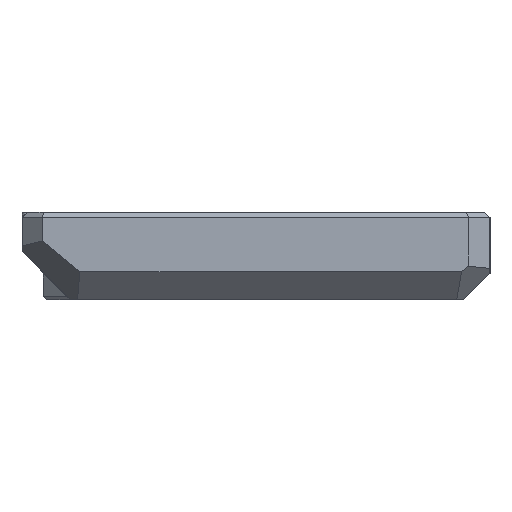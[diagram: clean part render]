
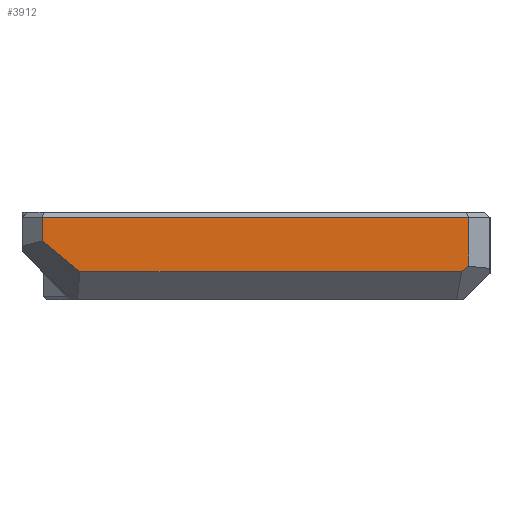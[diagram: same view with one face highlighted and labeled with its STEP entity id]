
A CAD part, left-side view. The second image highlights one B-rep face of the part: STEP entity #3912.
In plain terms, the highlighted planar face has unit normal (-1, 0, 0).
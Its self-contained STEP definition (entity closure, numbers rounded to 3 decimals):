
#141=PLANE('',#4138);
#334=FACE_OUTER_BOUND('',#553,.T.);
#553=EDGE_LOOP('',(#3134,#3135,#3136,#3137,#3138,#3139));
#857=LINE('',#5918,#1345);
#879=LINE('',#5971,#1367);
#926=LINE('',#6183,#1414);
#941=LINE('',#6217,#1429);
#943=LINE('',#6220,#1431);
#944=LINE('',#6221,#1432);
#1345=VECTOR('',#4544,10.);
#1367=VECTOR('',#4572,10.);
#1414=VECTOR('',#4641,10.);
#1429=VECTOR('',#4670,10.);
#1431=VECTOR('',#4674,10.);
#1432=VECTOR('',#4675,10.);
#1885=VERTEX_POINT('',#5916);
#1886=VERTEX_POINT('',#5917);
#1905=VERTEX_POINT('',#5970);
#1940=VERTEX_POINT('',#6178);
#1951=VERTEX_POINT('',#6214);
#1952=VERTEX_POINT('',#6216);
#2301=EDGE_CURVE('',#1885,#1886,#857,.T.);
#2325=EDGE_CURVE('',#1885,#1905,#879,.T.);
#2376=EDGE_CURVE('',#1905,#1940,#926,.T.);
#2392=EDGE_CURVE('',#1952,#1951,#941,.T.);
#2394=EDGE_CURVE('',#1952,#1886,#943,.T.);
#2395=EDGE_CURVE('',#1940,#1951,#944,.T.);
#3134=ORIENTED_EDGE('',*,*,#2301,.T.);
#3135=ORIENTED_EDGE('',*,*,#2394,.F.);
#3136=ORIENTED_EDGE('',*,*,#2392,.T.);
#3137=ORIENTED_EDGE('',*,*,#2395,.F.);
#3138=ORIENTED_EDGE('',*,*,#2376,.F.);
#3139=ORIENTED_EDGE('',*,*,#2325,.F.);
#3912=ADVANCED_FACE('',(#334),#141,.T.);
#4138=AXIS2_PLACEMENT_3D('',#6219,#4672,#4673);
#4544=DIRECTION('',(0.,-0.775,-0.632));
#4572=DIRECTION('',(0.,0.,1.));
#4641=DIRECTION('',(0.,-1.,0.));
#4670=DIRECTION('',(0.,-0.794,0.607));
#4672=DIRECTION('center_axis',(-1.,0.,0.));
#4673=DIRECTION('ref_axis',(0.,-1.,0.));
#4674=DIRECTION('',(0.,1.,0.));
#4675=DIRECTION('',(0.,0.,-1.));
#5916=CARTESIAN_POINT('',(-70.5,31.822,8.35));
#5917=CARTESIAN_POINT('',(-70.5,26.494,4.));
#5918=CARTESIAN_POINT('',(-70.5,29.56,6.503));
#5970=CARTESIAN_POINT('',(-70.5,31.822,11.65));
#5971=CARTESIAN_POINT('',(-70.5,31.822,0.));
#6178=CARTESIAN_POINT('',(-70.5,-28.35,11.65));
#6183=CARTESIAN_POINT('',(-70.5,18.15,11.65));
#6214=CARTESIAN_POINT('',(-70.5,-28.35,4.765));
#6216=CARTESIAN_POINT('',(-70.5,-27.35,4.));
#6217=CARTESIAN_POINT('',(-70.5,-7.261,-11.361));
#6219=CARTESIAN_POINT('Origin',(-70.5,34.65,0.));
#6220=CARTESIAN_POINT('',(-70.5,18.15,4.));
#6221=CARTESIAN_POINT('',(-70.5,-28.35,0.));
